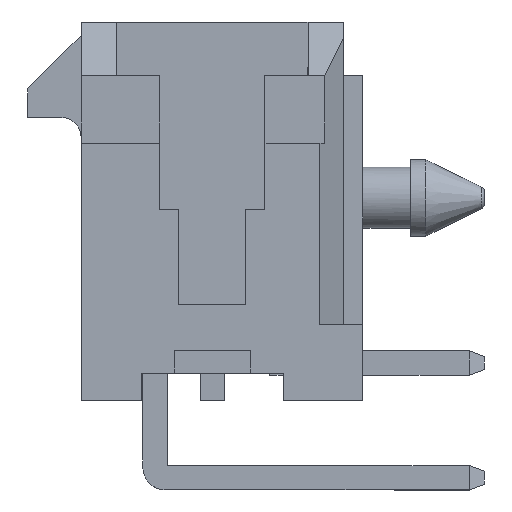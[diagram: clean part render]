
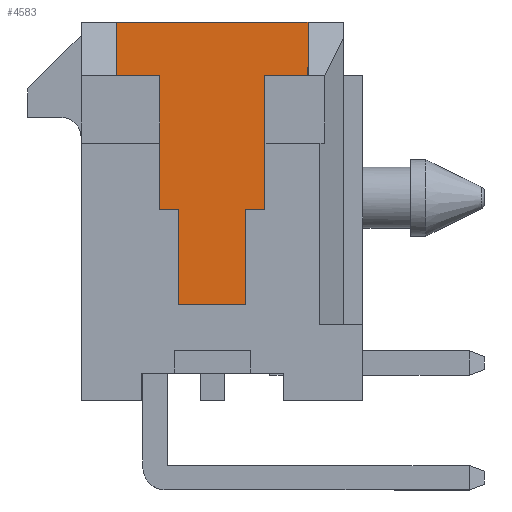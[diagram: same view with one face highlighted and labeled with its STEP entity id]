
A CAD part, left-side view. The second image highlights one B-rep face of the part: STEP entity #4583.
In plain terms, the highlighted planar face has unit normal (-1, 0, 0).
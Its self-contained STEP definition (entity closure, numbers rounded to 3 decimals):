
#25 = ORIENTED_EDGE ( 'NONE', *, *, #10758, .F. ) ;
#160 = CARTESIAN_POINT ( 'NONE',  ( -3.425, 2.5, 4.95 ) ) ;
#244 = ORIENTED_EDGE ( 'NONE', *, *, #1398, .F. ) ;
#353 = DIRECTION ( 'NONE',  ( 0., 0., -1. ) ) ;
#598 = ORIENTED_EDGE ( 'NONE', *, *, #5712, .F. ) ;
#861 = DIRECTION ( 'NONE',  ( 0., 0., 1. ) ) ;
#1030 = VECTOR ( 'NONE', #1402, 1000. ) ;
#1064 = ORIENTED_EDGE ( 'NONE', *, *, #6147, .F. ) ;
#1150 = ORIENTED_EDGE ( 'NONE', *, *, #11507, .F. ) ;
#1398 = EDGE_CURVE ( 'NONE', #3599, #6134, #5250, .T. ) ;
#1402 = DIRECTION ( 'NONE',  ( 0., 0., 1. ) ) ;
#1505 = VERTEX_POINT ( 'NONE', #7471 ) ;
#1604 = VECTOR ( 'NONE', #8202, 1000. ) ;
#1673 = DIRECTION ( 'NONE',  ( 0., 1., 0. ) ) ;
#2083 = CARTESIAN_POINT ( 'NONE',  ( -3.425, -2.5, 0. ) ) ;
#2356 = CARTESIAN_POINT ( 'NONE',  ( -3.425, -2.5, 3.55 ) ) ;
#2491 = CARTESIAN_POINT ( 'NONE',  ( -3.425, -1.375, 0.05 ) ) ;
#2785 = EDGE_CURVE ( 'NONE', #9113, #5627, #8728, .T. ) ;
#2811 = DIRECTION ( 'NONE',  ( 1., 0., 0. ) ) ;
#2924 = EDGE_CURVE ( 'NONE', #9604, #5235, #6162, .T. ) ;
#3179 = LINE ( 'NONE', #4099, #8667 ) ;
#3247 = CARTESIAN_POINT ( 'NONE',  ( -3.425, 2.5, 4.95 ) ) ;
#3280 = VECTOR ( 'NONE', #353, 1000. ) ;
#3407 = CARTESIAN_POINT ( 'NONE',  ( -3.425, 2.5, 3.55 ) ) ;
#3458 = CARTESIAN_POINT ( 'NONE',  ( -3.425, 1.375, 0.05 ) ) ;
#3494 = ORIENTED_EDGE ( 'NONE', *, *, #10055, .F. ) ;
#3593 = LINE ( 'NONE', #8768, #4999 ) ;
#3599 = VERTEX_POINT ( 'NONE', #7513 ) ;
#3867 = FACE_OUTER_BOUND ( 'NONE', #6585, .T. ) ;
#4035 = CARTESIAN_POINT ( 'NONE',  ( -3.425, -1.375, 0.05 ) ) ;
#4060 = ORIENTED_EDGE ( 'NONE', *, *, #2924, .F. ) ;
#4099 = CARTESIAN_POINT ( 'NONE',  ( -3.425, -1.375, 4.95 ) ) ;
#4107 = VECTOR ( 'NONE', #8824, 1000. ) ;
#4133 = DIRECTION ( 'NONE',  ( 0., 0., -1. ) ) ;
#4187 = ORIENTED_EDGE ( 'NONE', *, *, #2785, .F. ) ;
#4583 = ADVANCED_FACE ( 'NONE', ( #3867 ), #9075, .F. ) ;
#4999 = VECTOR ( 'NONE', #1673, 1000. ) ;
#5120 = CARTESIAN_POINT ( 'NONE',  ( -3.425, 0.875, -2.7 ) ) ;
#5235 = VERTEX_POINT ( 'NONE', #3458 ) ;
#5250 = LINE ( 'NONE', #9283, #3280 ) ;
#5324 = VECTOR ( 'NONE', #10622, 1000. ) ;
#5331 = EDGE_CURVE ( 'NONE', #7538, #9113, #10037, .T. ) ;
#5370 = CARTESIAN_POINT ( 'NONE',  ( -3.425, 0.875, 0.05 ) ) ;
#5489 = CARTESIAN_POINT ( 'NONE',  ( -3.425, 3.435, 4.95 ) ) ;
#5627 = VERTEX_POINT ( 'NONE', #2356 ) ;
#5712 = EDGE_CURVE ( 'NONE', #9776, #7538, #11015, .T. ) ;
#5722 = VERTEX_POINT ( 'NONE', #4035 ) ;
#5788 = EDGE_CURVE ( 'NONE', #5627, #1505, #10882, .T. ) ;
#5804 = LINE ( 'NONE', #9675, #4107 ) ;
#5889 = VERTEX_POINT ( 'NONE', #5120 ) ;
#5962 = CARTESIAN_POINT ( 'NONE',  ( -3.425, 2.5, 4.95 ) ) ;
#6134 = VERTEX_POINT ( 'NONE', #11624 ) ;
#6146 = ORIENTED_EDGE ( 'NONE', *, *, #6692, .F. ) ;
#6147 = EDGE_CURVE ( 'NONE', #5722, #3599, #7727, .T. ) ;
#6162 = LINE ( 'NONE', #11471, #10873 ) ;
#6175 = VECTOR ( 'NONE', #6968, 1000. ) ;
#6330 = VECTOR ( 'NONE', #8199, 1000. ) ;
#6585 = EDGE_LOOP ( 'NONE', ( #10812, #4187, #8451, #598, #25, #3494, #4060, #6146, #9561, #244, #1064, #1150 ) ) ;
#6596 = LINE ( 'NONE', #6758, #9580 ) ;
#6692 = EDGE_CURVE ( 'NONE', #5889, #9604, #9096, .T. ) ;
#6712 = CARTESIAN_POINT ( 'NONE',  ( -3.425, -2.5, 4.95 ) ) ;
#6758 = CARTESIAN_POINT ( 'NONE',  ( -3.425, 2.5, 3.55 ) ) ;
#6872 = DIRECTION ( 'NONE',  ( 0., 1., 0. ) ) ;
#6968 = DIRECTION ( 'NONE',  ( 0., 1., 0. ) ) ;
#7130 = VERTEX_POINT ( 'NONE', #11437 ) ;
#7187 = CARTESIAN_POINT ( 'NONE',  ( -3.425, 2.5, 3.55 ) ) ;
#7471 = CARTESIAN_POINT ( 'NONE',  ( -3.425, -1.375, 3.55 ) ) ;
#7513 = CARTESIAN_POINT ( 'NONE',  ( -3.425, -0.875, 0.05 ) ) ;
#7538 = VERTEX_POINT ( 'NONE', #5962 ) ;
#7727 = LINE ( 'NONE', #2491, #5324 ) ;
#7960 = VECTOR ( 'NONE', #861, 1000. ) ;
#8199 = DIRECTION ( 'NONE',  ( 0., 0., -1. ) ) ;
#8202 = DIRECTION ( 'NONE',  ( 0., -1., 0. ) ) ;
#8451 = ORIENTED_EDGE ( 'NONE', *, *, #5331, .F. ) ;
#8667 = VECTOR ( 'NONE', #4133, 1000. ) ;
#8728 = LINE ( 'NONE', #2083, #6330 ) ;
#8768 = CARTESIAN_POINT ( 'NONE',  ( -3.425, 2.5, -2.7 ) ) ;
#8812 = AXIS2_PLACEMENT_3D ( 'NONE', #160, #2811, #9110 ) ;
#8824 = DIRECTION ( 'NONE',  ( 0., 0., 1. ) ) ;
#9075 = PLANE ( 'NONE',  #8812 ) ;
#9096 = LINE ( 'NONE', #9851, #7960 ) ;
#9110 = DIRECTION ( 'NONE',  ( 0., 0., -1. ) ) ;
#9113 = VERTEX_POINT ( 'NONE', #6712 ) ;
#9259 = EDGE_CURVE ( 'NONE', #6134, #5889, #3593, .T. ) ;
#9283 = CARTESIAN_POINT ( 'NONE',  ( -3.425, -0.875, 4.95 ) ) ;
#9561 = ORIENTED_EDGE ( 'NONE', *, *, #9259, .F. ) ;
#9580 = VECTOR ( 'NONE', #6872, 1000. ) ;
#9587 = DIRECTION ( 'NONE',  ( 0., 1., 0. ) ) ;
#9604 = VERTEX_POINT ( 'NONE', #5370 ) ;
#9675 = CARTESIAN_POINT ( 'NONE',  ( -3.425, 1.375, 4.95 ) ) ;
#9776 = VERTEX_POINT ( 'NONE', #7187 ) ;
#9851 = CARTESIAN_POINT ( 'NONE',  ( -3.425, 0.875, 4.95 ) ) ;
#10037 = LINE ( 'NONE', #5489, #1604 ) ;
#10055 = EDGE_CURVE ( 'NONE', #5235, #7130, #5804, .T. ) ;
#10622 = DIRECTION ( 'NONE',  ( 0., 1., 0. ) ) ;
#10758 = EDGE_CURVE ( 'NONE', #7130, #9776, #6596, .T. ) ;
#10812 = ORIENTED_EDGE ( 'NONE', *, *, #5788, .F. ) ;
#10873 = VECTOR ( 'NONE', #9587, 1000. ) ;
#10882 = LINE ( 'NONE', #3407, #6175 ) ;
#11015 = LINE ( 'NONE', #3247, #1030 ) ;
#11437 = CARTESIAN_POINT ( 'NONE',  ( -3.425, 1.375, 3.55 ) ) ;
#11471 = CARTESIAN_POINT ( 'NONE',  ( -3.425, 0.875, 0.05 ) ) ;
#11507 = EDGE_CURVE ( 'NONE', #1505, #5722, #3179, .T. ) ;
#11624 = CARTESIAN_POINT ( 'NONE',  ( -3.425, -0.875, -2.7 ) ) ;
